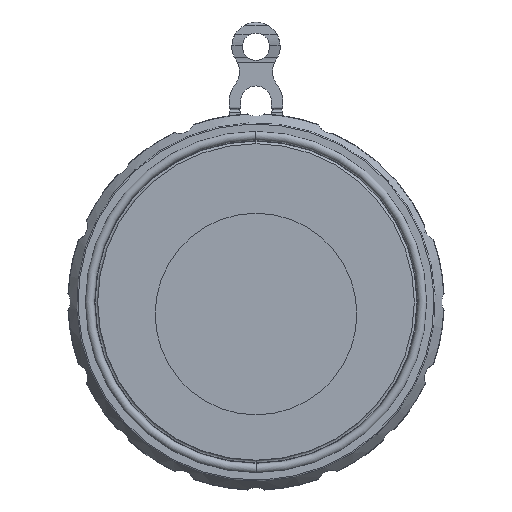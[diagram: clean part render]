
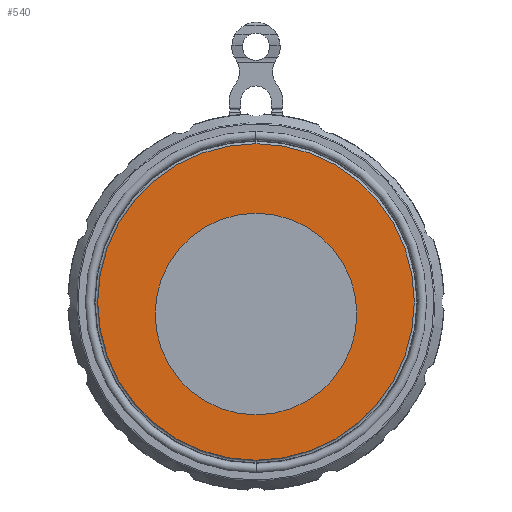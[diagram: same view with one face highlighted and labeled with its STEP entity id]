
A CAD part, left-side view. The second image highlights one B-rep face of the part: STEP entity #540.
In plain terms, the highlighted planar face has unit normal (-1, 0, 0).
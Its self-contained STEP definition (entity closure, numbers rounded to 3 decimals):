
#540=ADVANCED_FACE('',(#1345,#1346),#1347,.T.);
#1345=FACE_BOUND('',#2423,.T.);
#1346=FACE_OUTER_BOUND('',#2424,.T.);
#1347=PLANE('',#2425);
#2423=EDGE_LOOP('',(#4050,#4051));
#2424=EDGE_LOOP('',(#4052,#4053));
#2425=AXIS2_PLACEMENT_3D('',#4054,#4055,#4056);
#4050=ORIENTED_EDGE('',*,*,#6950,.T.);
#4051=ORIENTED_EDGE('',*,*,#7091,.T.);
#4052=ORIENTED_EDGE('',*,*,#6945,.T.);
#4053=ORIENTED_EDGE('',*,*,#7122,.T.);
#4054=CARTESIAN_POINT('',(-17.0,-61.198,25.349));
#4055=DIRECTION('',(-1.0,0.0,0.0));
#4056=DIRECTION('',(0.0,0.924,-0.383));
#6945=EDGE_CURVE('',#8486,#8489,#8491,.T.);
#6950=EDGE_CURVE('',#8494,#8498,#8500,.T.);
#7091=EDGE_CURVE('',#8498,#8494,#8711,.T.);
#7122=EDGE_CURVE('',#8489,#8486,#8758,.T.);
#8486=VERTEX_POINT('',#11544);
#8489=VERTEX_POINT('',#11548);
#8491=CIRCLE('',#11551,117.75);
#8494=VERTEX_POINT('',#11554);
#8498=VERTEX_POINT('',#11559);
#8500=CIRCLE('',#11562,75.0);
#8711=CIRCLE('',#12333,75.0);
#8758=CIRCLE('',#12600,117.75);
#11544=CARTESIAN_POINT('',(-17.0,0.0,-117.75));
#11548=CARTESIAN_POINT('',(-17.0,0.,117.75));
#11551=AXIS2_PLACEMENT_3D('',#15847,#15848,#15849);
#11554=CARTESIAN_POINT('',(-17.0,0.0,-84.0));
#11559=CARTESIAN_POINT('',(-17.0,0.,66.0));
#11562=AXIS2_PLACEMENT_3D('',#15855,#15856,#15857);
#12333=AXIS2_PLACEMENT_3D('',#16005,#16006,#16007);
#12600=AXIS2_PLACEMENT_3D('',#16046,#16047,#16048);
#15847=CARTESIAN_POINT('',(-17.0,0.0,0.0));
#15848=DIRECTION('',(-1.0,0.0,0.0));
#15849=DIRECTION('',(0.0,0.0,-1.0));
#15855=CARTESIAN_POINT('',(-17.0,0.0,-9.0));
#15856=DIRECTION('',(1.0,-0.0,0.0));
#15857=DIRECTION('',(0.0,0.0,-1.0));
#16005=CARTESIAN_POINT('',(-17.0,0.0,-9.0));
#16006=DIRECTION('',(1.0,-0.0,0.0));
#16007=DIRECTION('',(0.0,0.0,-1.0));
#16046=CARTESIAN_POINT('',(-17.0,0.0,0.0));
#16047=DIRECTION('',(-1.0,0.0,0.0));
#16048=DIRECTION('',(0.0,0.0,-1.0));
